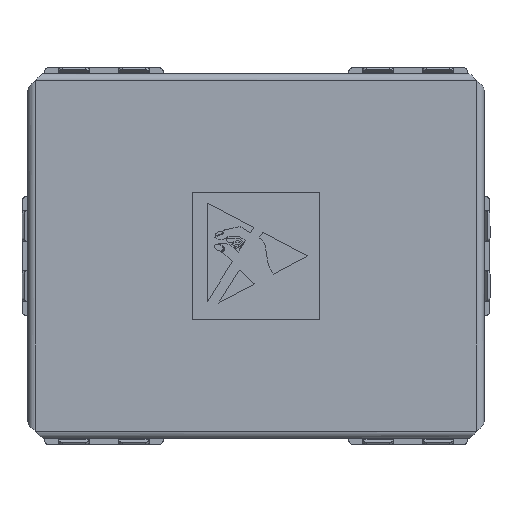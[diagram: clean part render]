
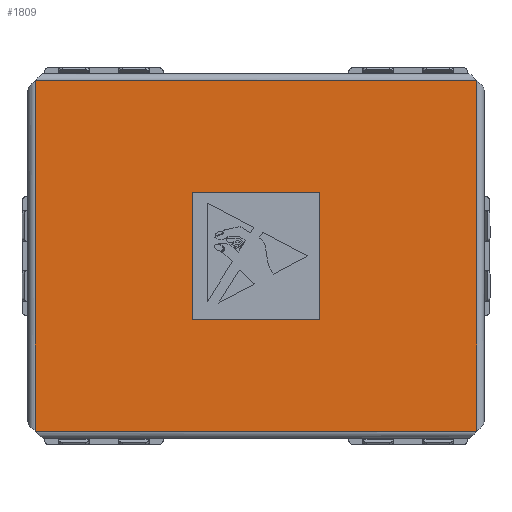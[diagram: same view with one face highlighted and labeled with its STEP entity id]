
A CAD part, top view. The second image highlights one B-rep face of the part: STEP entity #1809.
In plain terms, the highlighted planar face has unit normal (0, 0, 1).
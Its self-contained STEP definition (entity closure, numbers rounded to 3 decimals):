
#66 = ORIENTED_EDGE ( 'NONE', *, *, #630, .T. ) ;
#71 = CARTESIAN_POINT ( 'NONE',  ( 0., 0., 0. ) ) ;
#110 = DIRECTION ( 'NONE',  ( -1., 0., 0. ) ) ;
#236 = CARTESIAN_POINT ( 'NONE',  ( 12.1, -9.6, 0. ) ) ;
#266 = EDGE_CURVE ( 'NONE', #1159, #425, #3643, .T. ) ;
#273 = VECTOR ( 'NONE', #110, 1000. ) ;
#274 = EDGE_CURVE ( 'NONE', #2200, #846, #1162, .T. ) ;
#414 = LINE ( 'NONE', #711, #1874 ) ;
#425 = VERTEX_POINT ( 'NONE', #3497 ) ;
#476 = CARTESIAN_POINT ( 'NONE',  ( 12.1, 9.6, 0. ) ) ;
#551 = DIRECTION ( 'NONE',  ( 0., -1., 0. ) ) ;
#627 = LINE ( 'NONE', #236, #1197 ) ;
#630 = EDGE_CURVE ( 'NONE', #1580, #1001, #1594, .T. ) ;
#682 = EDGE_CURVE ( 'NONE', #3075, #1159, #2061, .T. ) ;
#690 = VECTOR ( 'NONE', #551, 1000. ) ;
#711 = CARTESIAN_POINT ( 'NONE',  ( 12.1, 9.6, 0. ) ) ;
#803 = DIRECTION ( 'NONE',  ( 0., 1., 0. ) ) ;
#846 = VERTEX_POINT ( 'NONE', #2634 ) ;
#998 = VECTOR ( 'NONE', #1494, 1000. ) ;
#1001 = VERTEX_POINT ( 'NONE', #4142 ) ;
#1099 = DIRECTION ( 'NONE',  ( 0., 0., 1. ) ) ;
#1159 = VERTEX_POINT ( 'NONE', #2512 ) ;
#1162 = LINE ( 'NONE', #1207, #273 ) ;
#1167 = ORIENTED_EDGE ( 'NONE', *, *, #2677, .T. ) ;
#1197 = VECTOR ( 'NONE', #2815, 1000. ) ;
#1207 = CARTESIAN_POINT ( 'NONE',  ( 0., -3.5, 0. ) ) ;
#1285 = ORIENTED_EDGE ( 'NONE', *, *, #682, .T. ) ;
#1300 = ORIENTED_EDGE ( 'NONE', *, *, #266, .T. ) ;
#1443 = ORIENTED_EDGE ( 'NONE', *, *, #1790, .T. ) ;
#1494 = DIRECTION ( 'NONE',  ( 1., 0., 0. ) ) ;
#1580 = VERTEX_POINT ( 'NONE', #3651 ) ;
#1594 = LINE ( 'NONE', #3026, #3289 ) ;
#1677 = CARTESIAN_POINT ( 'NONE',  ( 3.5, -3.5, 0. ) ) ;
#1726 = CARTESIAN_POINT ( 'NONE',  ( -12.1, 9.6, 0. ) ) ;
#1744 = DIRECTION ( 'NONE',  ( 1., 0., 0. ) ) ;
#1790 = EDGE_CURVE ( 'NONE', #425, #3165, #627, .T. ) ;
#1809 = ADVANCED_FACE ( 'NONE', ( #2000, #3259 ), #2163, .T. ) ;
#1824 = ORIENTED_EDGE ( 'NONE', *, *, #2079, .T. ) ;
#1853 = EDGE_CURVE ( 'NONE', #3165, #3075, #414, .T. ) ;
#1874 = VECTOR ( 'NONE', #2549, 1000. ) ;
#2000 = FACE_OUTER_BOUND ( 'NONE', #2097, .T. ) ;
#2061 = LINE ( 'NONE', #2828, #690 ) ;
#2079 = EDGE_CURVE ( 'NONE', #846, #1580, #4467, .T. ) ;
#2097 = EDGE_LOOP ( 'NONE', ( #2351, #1285, #1300, #1443 ) ) ;
#2125 = DIRECTION ( 'NONE',  ( 0., -1., 0. ) ) ;
#2163 = PLANE ( 'NONE',  #4411 ) ;
#2199 = CARTESIAN_POINT ( 'NONE',  ( -12.1, -9.6, 0. ) ) ;
#2200 = VERTEX_POINT ( 'NONE', #1677 ) ;
#2351 = ORIENTED_EDGE ( 'NONE', *, *, #1853, .T. ) ;
#2512 = CARTESIAN_POINT ( 'NONE',  ( -12.1, -9.6, 0. ) ) ;
#2513 = LINE ( 'NONE', #3882, #2538 ) ;
#2538 = VECTOR ( 'NONE', #2125, 1000. ) ;
#2549 = DIRECTION ( 'NONE',  ( -1., 0., 0. ) ) ;
#2573 = CARTESIAN_POINT ( 'NONE',  ( -3.5, 0., 0. ) ) ;
#2580 = VECTOR ( 'NONE', #803, 1000. ) ;
#2634 = CARTESIAN_POINT ( 'NONE',  ( -3.5, -3.5, 0. ) ) ;
#2677 = EDGE_CURVE ( 'NONE', #1001, #2200, #2513, .T. ) ;
#2815 = DIRECTION ( 'NONE',  ( 0., 1., 0. ) ) ;
#2828 = CARTESIAN_POINT ( 'NONE',  ( -12.1, 9.6, 0. ) ) ;
#2839 = DIRECTION ( 'NONE',  ( 1., 0., 0. ) ) ;
#3026 = CARTESIAN_POINT ( 'NONE',  ( 0., 3.5, 0. ) ) ;
#3075 = VERTEX_POINT ( 'NONE', #1726 ) ;
#3165 = VERTEX_POINT ( 'NONE', #476 ) ;
#3259 = FACE_BOUND ( 'NONE', #4352, .T. ) ;
#3289 = VECTOR ( 'NONE', #1744, 1000. ) ;
#3497 = CARTESIAN_POINT ( 'NONE',  ( 12.1, -9.6, 0. ) ) ;
#3643 = LINE ( 'NONE', #2199, #998 ) ;
#3651 = CARTESIAN_POINT ( 'NONE',  ( -3.5, 3.5, 0. ) ) ;
#3882 = CARTESIAN_POINT ( 'NONE',  ( 3.5, 0., 0. ) ) ;
#3986 = ORIENTED_EDGE ( 'NONE', *, *, #274, .T. ) ;
#4142 = CARTESIAN_POINT ( 'NONE',  ( 3.5, 3.5, 0. ) ) ;
#4352 = EDGE_LOOP ( 'NONE', ( #3986, #1824, #66, #1167 ) ) ;
#4411 = AXIS2_PLACEMENT_3D ( 'NONE', #71, #1099, #2839 ) ;
#4467 = LINE ( 'NONE', #2573, #2580 ) ;
